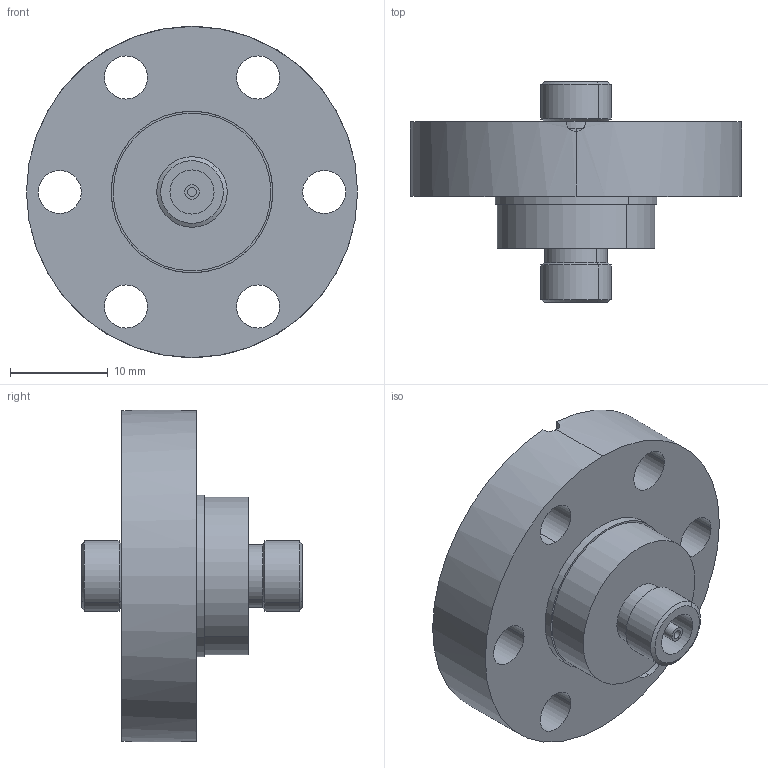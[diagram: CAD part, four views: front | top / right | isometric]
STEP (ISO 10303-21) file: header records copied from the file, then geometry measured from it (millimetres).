
FILE_DESCRIPTION (( 'STEP AP214' ), '1' );
FILE_NAME ('242-SMADF50-C16.STEP', '2015-04-28T11:25:25', ( 'allectra' ), ( 'Microsoft' ), 'SwSTEP 2.0', 'SolidWorks 2014', '' );
FILE_SCHEMA (( 'AUTOMOTIVE_DESIGN' ));
Length unit declared in the file: millimetre
Products named in the file (3): 242-SMADF50-C16; 419-CF16-WX2_Bearb. auf 16.5; 242-SMADF50
Assembly tree (2 placements, depth 2):
  242-SMADF50-C16
    419-CF16-WX2_Bearb. auf 16.5
    242-SMADF50
Bounding box: 33.8 x 22.5 x 33.8 mm (x, y, z)
Volume: 5574.8 mm3; surface area: 5158.3 mm2
Topology: 4 solids, 4 shells, 78 faces, 170 edges, 108 vertices
Faces by surface type: cylinder 48, plane 18, cone 12
Entity records: 2404 total; most frequent: CARTESIAN_POINT 433, DIRECTION 428, ORIENTED_EDGE 340, AXIS2_PLACEMENT_3D 183, EDGE_CURVE 170, VERTEX_POINT 108, EDGE_LOOP 102, CIRCLE 100
